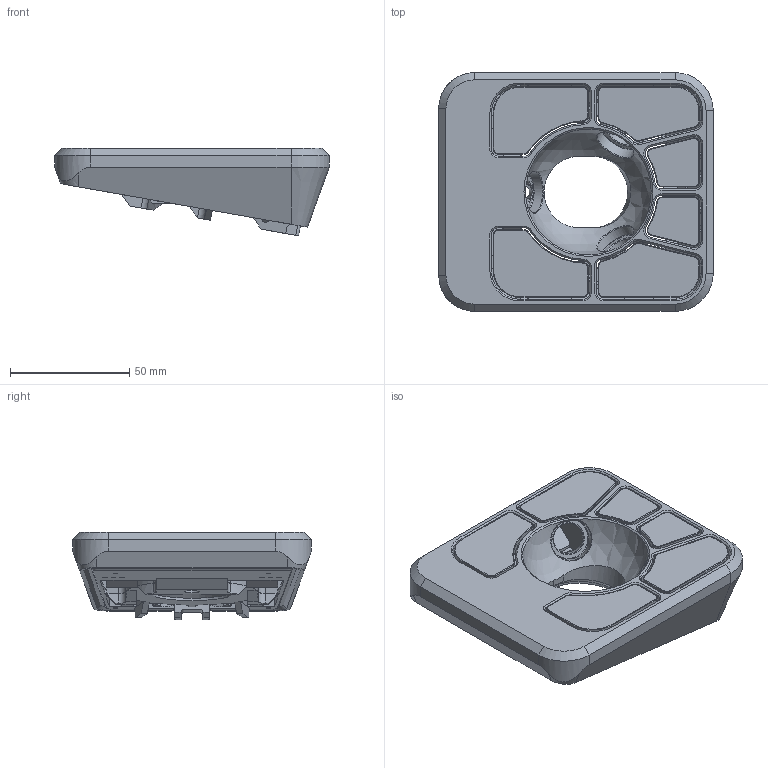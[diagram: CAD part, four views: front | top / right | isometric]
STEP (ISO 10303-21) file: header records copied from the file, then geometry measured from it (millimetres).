
FILE_DESCRIPTION(/* description */ ('STEP AP242','CAx-IF Rec.Pracs.---Representation and Presentation of Product Manufacturing Information (PMI)---4.0---2014-10-13','CAx-IF Rec.Pracs.---3D Tessellated Geometry---0.4---2014-09-14','2;1'),/* implementation_level */ '2;1');
FILE_NAME(/* name */ '67a618717320051b838a8665',/* time_stamp */ '2025-02-07T14:28:02Z',/* author */ (''),/* organization */ (''),/* preprocessor_version */ 'ST-DEVELOPER v20',/* originating_system */ 'ONSHAPE BY PTC INC, 1.193',/* authorisation */ ' ');
FILE_SCHEMA (('AP242_MANAGED_MODEL_BASED_3D_ENGINEERING_MIM_LF { 1 0 10303 442 1 1 4 }'));
Length unit declared in the file: metre
Products named in the file (1): Top
Bounding box: 115 x 100 x 36.71 mm (x, y, z)
Volume: 131352.4 mm3; surface area: 62052.6 mm2
Topology: 1 solids, 1 shells, 926 faces, 2594 edges, 1657 vertices
Faces by surface type: plane 546, cylinder 250, cone 91, bspline 23, torus 13, sphere 3
Full cylindrical faces by diameter (mm): 1.9 x4, 2 x6, 6 x1, 12.85 x3, 17.35 x3
Entity records: 31327 total; most frequent: CARTESIAN_POINT 7259, ORIENTED_EDGE 5102, DIRECTION 4943, EDGE_CURVE 2551, LINE 1763, VECTOR 1763, VERTEX_POINT 1641, AXIS2_PLACEMENT_3D 1590
